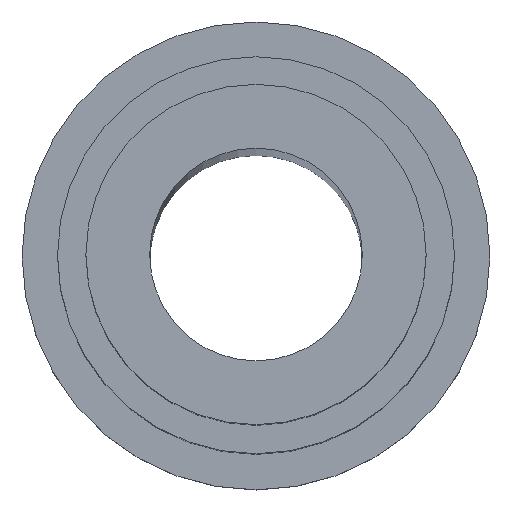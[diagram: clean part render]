
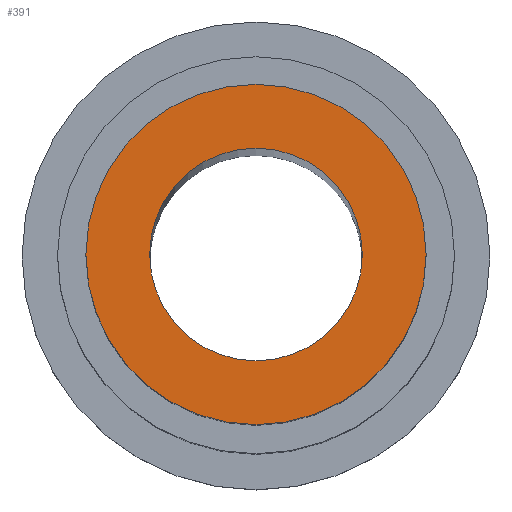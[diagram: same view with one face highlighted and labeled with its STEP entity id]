
A CAD part, top view. The second image highlights one B-rep face of the part: STEP entity #391.
In plain terms, the highlighted planar face has unit normal (0, 0, 1).
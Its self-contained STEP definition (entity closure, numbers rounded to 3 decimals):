
#302=CARTESIAN_POINT('Vertex',(7.5,0.,248.)) ;
#305=CARTESIAN_POINT('Axis2P3D Location',(0.,0.,248.)) ;
#309=CARTESIAN_POINT('Vertex',(-7.5,0.,248.)) ;
#324=CARTESIAN_POINT('Axis2P3D Location',(0.,0.,248.)) ;
#364=CARTESIAN_POINT('Axis2P3D Location',(0.,0.,248.)) ;
#369=CARTESIAN_POINT('Axis2P3D Location',(0.,0.,248.)) ;
#373=CARTESIAN_POINT('Vertex',(12.,0.,248.)) ;
#375=CARTESIAN_POINT('Vertex',(-12.,0.,248.)) ;
#378=CARTESIAN_POINT('Axis2P3D Location',(0.,0.,248.)) ;
#306=DIRECTION('Axis2P3D Direction',(0.,0.,-1.)) ;
#325=DIRECTION('Axis2P3D Direction',(0.,0.,-1.)) ;
#365=DIRECTION('Axis2P3D Direction',(0.,0.,1.)) ;
#366=DIRECTION('Axis2P3D XDirection',(1.,0.,0.)) ;
#370=DIRECTION('Axis2P3D Direction',(0.,0.,1.)) ;
#379=DIRECTION('Axis2P3D Direction',(0.,0.,1.)) ;
#307=AXIS2_PLACEMENT_3D('Circle Axis2P3D',#305,#306,$) ;
#326=AXIS2_PLACEMENT_3D('Circle Axis2P3D',#324,#325,$) ;
#367=AXIS2_PLACEMENT_3D('Plane Axis2P3D',#364,#365,#366) ;
#371=AXIS2_PLACEMENT_3D('Circle Axis2P3D',#369,#370,$) ;
#380=AXIS2_PLACEMENT_3D('Circle Axis2P3D',#378,#379,$) ;
#384=ORIENTED_EDGE('',*,*,#377,.T.) ;
#385=ORIENTED_EDGE('',*,*,#382,.T.) ;
#388=ORIENTED_EDGE('',*,*,#311,.F.) ;
#389=ORIENTED_EDGE('',*,*,#328,.F.) ;
#390=FACE_BOUND('',#387,.T.) ;
#391=ADVANCED_FACE('Corps principal',(#386,#390),#368,.T.) ;
#308=CIRCLE('generated circle',#307,7.5) ;
#327=CIRCLE('generated circle',#326,7.5) ;
#372=CIRCLE('generated circle',#371,12.) ;
#381=CIRCLE('generated circle',#380,12.) ;
#311=EDGE_CURVE('',#303,#310,#308,.F.) ;
#328=EDGE_CURVE('',#310,#303,#327,.F.) ;
#377=EDGE_CURVE('',#374,#376,#372,.T.) ;
#382=EDGE_CURVE('',#376,#374,#381,.T.) ;
#383=EDGE_LOOP('',(#384,#385)) ;
#387=EDGE_LOOP('',(#388,#389)) ;
#386=FACE_OUTER_BOUND('',#383,.T.) ;
#368=PLANE('',#367) ;
#303=VERTEX_POINT('',#302) ;
#310=VERTEX_POINT('',#309) ;
#374=VERTEX_POINT('',#373) ;
#376=VERTEX_POINT('',#375) ;
